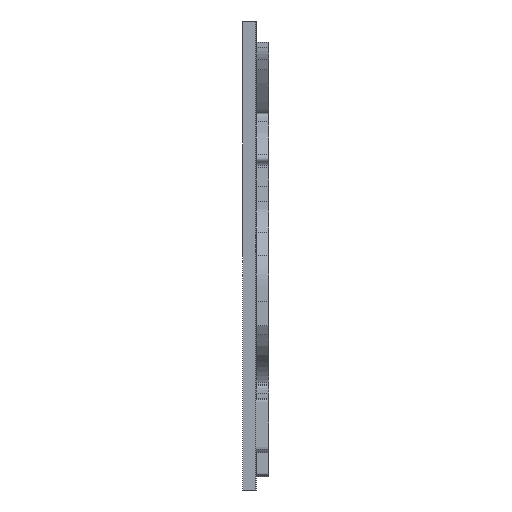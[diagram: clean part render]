
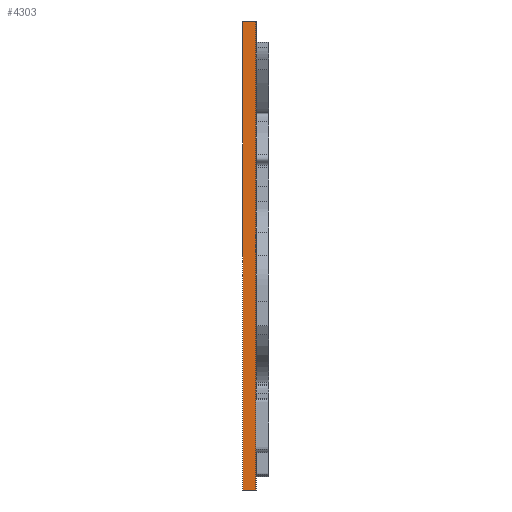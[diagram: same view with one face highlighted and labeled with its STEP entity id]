
A CAD part, left-side view. The second image highlights one B-rep face of the part: STEP entity #4303.
In plain terms, the highlighted planar face has unit normal (-1, 0, 0).
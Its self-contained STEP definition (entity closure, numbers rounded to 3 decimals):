
#620=FACE_OUTER_BOUND('',#889,.T.);
#889=EDGE_LOOP('',(#3106,#3107,#3108,#3109));
#1141=LINE('',#5053,#1440);
#1178=LINE('',#6088,#1477);
#1179=LINE('',#6091,#1478);
#1180=LINE('',#6092,#1479);
#1440=VECTOR('',#4628,10.);
#1477=VECTOR('',#4681,10.);
#1478=VECTOR('',#4684,10.);
#1479=VECTOR('',#4685,10.);
#1736=VERTEX_POINT('',#5046);
#1739=VERTEX_POINT('',#5051);
#1965=VERTEX_POINT('',#6086);
#1966=VERTEX_POINT('',#6090);
#2193=EDGE_CURVE('',#1739,#1736,#1141,.T.);
#2421=EDGE_CURVE('',#1739,#1965,#1178,.T.);
#2422=EDGE_CURVE('',#1966,#1965,#1179,.T.);
#2423=EDGE_CURVE('',#1736,#1966,#1180,.T.);
#3106=ORIENTED_EDGE('',*,*,#2193,.F.);
#3107=ORIENTED_EDGE('',*,*,#2421,.T.);
#3108=ORIENTED_EDGE('',*,*,#2422,.F.);
#3109=ORIENTED_EDGE('',*,*,#2423,.F.);
#4242=PLANE('',#4569);
#4303=ADVANCED_FACE('',(#620),#4242,.T.);
#4569=AXIS2_PLACEMENT_3D('',#6089,#4682,#4683);
#4628=DIRECTION('',(0.,0.,-1.));
#4681=DIRECTION('',(0.,1.,0.));
#4682=DIRECTION('center_axis',(-1.,0.,0.));
#4683=DIRECTION('ref_axis',(0.,0.,1.));
#4684=DIRECTION('',(0.,0.,1.));
#4685=DIRECTION('',(0.,1.,0.));
#5046=CARTESIAN_POINT('',(6.039,0.,7.707));
#5051=CARTESIAN_POINT('',(6.039,0.,79.707));
#5053=CARTESIAN_POINT('',(6.039,0.,79.707));
#6086=CARTESIAN_POINT('',(6.039,2.,79.707));
#6088=CARTESIAN_POINT('',(6.039,0.,79.707));
#6089=CARTESIAN_POINT('Origin',(6.039,0.,7.707));
#6090=CARTESIAN_POINT('',(6.039,2.,7.707));
#6091=CARTESIAN_POINT('',(6.039,2.,79.707));
#6092=CARTESIAN_POINT('',(6.039,0.,7.707));
